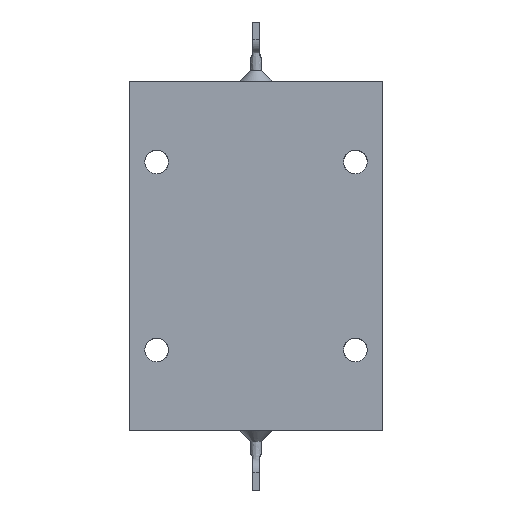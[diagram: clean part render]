
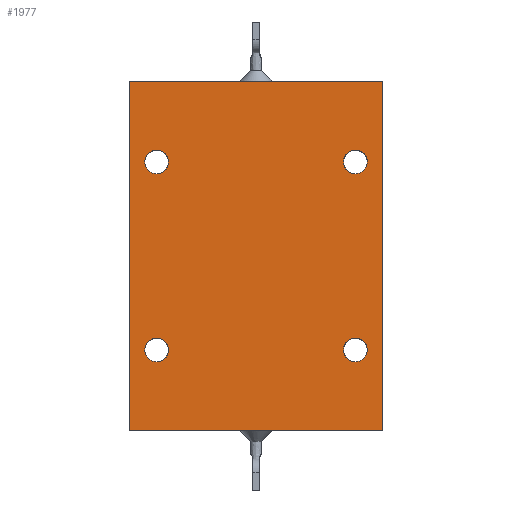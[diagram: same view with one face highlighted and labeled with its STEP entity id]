
A CAD part, front view. The second image highlights one B-rep face of the part: STEP entity #1977.
In plain terms, the highlighted planar face has unit normal (0, 1, 0).
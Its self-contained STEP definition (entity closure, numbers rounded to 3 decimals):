
#17=FACE_BOUND('',#2252,.T.);
#18=FACE_BOUND('',#2253,.T.);
#19=FACE_BOUND('',#2254,.T.);
#20=FACE_BOUND('',#2255,.T.);
#256=B_SPLINE_CURVE_WITH_KNOTS('',1,(#5889,#5890),.UNSPECIFIED.,.F.,.F.,
(2,2),(0.,1.),.UNSPECIFIED.);
#257=B_SPLINE_CURVE_WITH_KNOTS('',1,(#5891,#5892),.UNSPECIFIED.,.F.,.F.,
(2,2),(0.,1.),.UNSPECIFIED.);
#258=B_SPLINE_CURVE_WITH_KNOTS('',1,(#5893,#5894),.UNSPECIFIED.,.F.,.F.,
(2,2),(-1.,0.),.UNSPECIFIED.);
#259=B_SPLINE_CURVE_WITH_KNOTS('',1,(#5895,#5896),.UNSPECIFIED.,.F.,.F.,
(2,2),(-1.,0.),.UNSPECIFIED.);
#1977=ADVANCED_FACE('',(#2112,#17,#18,#19,#20),#3800,.T.);
#2112=FACE_OUTER_BOUND('',#2251,.T.);
#2251=EDGE_LOOP('',(#2599,#2600,#2601,#2602));
#2252=EDGE_LOOP('',(#2603));
#2253=EDGE_LOOP('',(#2604));
#2254=EDGE_LOOP('',(#2605));
#2255=EDGE_LOOP('',(#2606));
#2599=ORIENTED_EDGE('',*,*,#3040,.T.);
#2600=ORIENTED_EDGE('',*,*,#3041,.T.);
#2601=ORIENTED_EDGE('',*,*,#3042,.T.);
#2602=ORIENTED_EDGE('',*,*,#3043,.T.);
#2603=ORIENTED_EDGE('',*,*,#3036,.T.);
#2604=ORIENTED_EDGE('',*,*,#3037,.T.);
#2605=ORIENTED_EDGE('',*,*,#3038,.T.);
#2606=ORIENTED_EDGE('',*,*,#3039,.T.);
#3036=EDGE_CURVE('',#3600,#3600,#3245,.T.);
#3037=EDGE_CURVE('',#3601,#3601,#3246,.T.);
#3038=EDGE_CURVE('',#3602,#3602,#3247,.T.);
#3039=EDGE_CURVE('',#3603,#3603,#3248,.T.);
#3040=EDGE_CURVE('',#3596,#3597,#256,.T.);
#3041=EDGE_CURVE('',#3597,#3598,#257,.T.);
#3042=EDGE_CURVE('',#3598,#3599,#258,.T.);
#3043=EDGE_CURVE('',#3599,#3596,#259,.T.);
#3245=(
BOUNDED_CURVE()
B_SPLINE_CURVE(2,(#5853,#5854,#5855,#5856,#5857,#5858,#5859,#5860,#5861),
 .UNSPECIFIED.,.T.,.F.)
B_SPLINE_CURVE_WITH_KNOTS((3,2,2,2,3),(0.,1.571,3.142,
4.712,6.283),.UNSPECIFIED.)
CURVE()
GEOMETRIC_REPRESENTATION_ITEM()
RATIONAL_B_SPLINE_CURVE((1.,0.707,1.,0.707,1.,0.707,
1.,0.707,1.))
REPRESENTATION_ITEM('')
);
#3246=(
BOUNDED_CURVE()
B_SPLINE_CURVE(2,(#5862,#5863,#5864,#5865,#5866,#5867,#5868,#5869,#5870),
 .UNSPECIFIED.,.T.,.F.)
B_SPLINE_CURVE_WITH_KNOTS((3,2,2,2,3),(0.,1.571,3.142,
4.712,6.283),.UNSPECIFIED.)
CURVE()
GEOMETRIC_REPRESENTATION_ITEM()
RATIONAL_B_SPLINE_CURVE((1.,0.707,1.,0.707,1.,0.707,
1.,0.707,1.))
REPRESENTATION_ITEM('')
);
#3247=(
BOUNDED_CURVE()
B_SPLINE_CURVE(2,(#5871,#5872,#5873,#5874,#5875,#5876,#5877,#5878,#5879),
 .UNSPECIFIED.,.T.,.F.)
B_SPLINE_CURVE_WITH_KNOTS((3,2,2,2,3),(0.,1.571,3.142,
4.712,6.283),.UNSPECIFIED.)
CURVE()
GEOMETRIC_REPRESENTATION_ITEM()
RATIONAL_B_SPLINE_CURVE((1.,0.707,1.,0.707,1.,0.707,
1.,0.707,1.))
REPRESENTATION_ITEM('')
);
#3248=(
BOUNDED_CURVE()
B_SPLINE_CURVE(2,(#5880,#5881,#5882,#5883,#5884,#5885,#5886,#5887,#5888),
 .UNSPECIFIED.,.T.,.F.)
B_SPLINE_CURVE_WITH_KNOTS((3,2,2,2,3),(0.,1.571,3.142,
4.712,6.283),.UNSPECIFIED.)
CURVE()
GEOMETRIC_REPRESENTATION_ITEM()
RATIONAL_B_SPLINE_CURVE((1.,0.707,1.,0.707,1.,0.707,
1.,0.707,1.))
REPRESENTATION_ITEM('')
);
#3596=VERTEX_POINT('',#5845);
#3597=VERTEX_POINT('',#5846);
#3598=VERTEX_POINT('',#5847);
#3599=VERTEX_POINT('',#5848);
#3600=VERTEX_POINT('',#5849);
#3601=VERTEX_POINT('',#5850);
#3602=VERTEX_POINT('',#5851);
#3603=VERTEX_POINT('',#5852);
#3800=PLANE('',#3882);
#3882=AXIS2_PLACEMENT_3D('',#5844,#3947,$);
#3947=DIRECTION('',(0.,1.,0.));
#5844=CARTESIAN_POINT('',(-23.5,-11.5,-32.55));
#5845=CARTESIAN_POINT('',(-23.5,-11.5,-32.55));
#5846=CARTESIAN_POINT('',(-23.5,-11.5,32.55));
#5847=CARTESIAN_POINT('',(23.5,-11.5,32.55));
#5848=CARTESIAN_POINT('',(23.5,-11.5,-32.55));
#5849=CARTESIAN_POINT('',(-20.7,-11.5,-17.5));
#5850=CARTESIAN_POINT('',(-20.7,-11.5,17.5));
#5851=CARTESIAN_POINT('',(16.3,-11.5,17.5));
#5852=CARTESIAN_POINT('',(16.3,-11.5,-17.5));
#5853=CARTESIAN_POINT('',(-20.7,-11.5,-17.5));
#5854=CARTESIAN_POINT('',(-20.7,-11.5,-19.7));
#5855=CARTESIAN_POINT('',(-18.5,-11.5,-19.7));
#5856=CARTESIAN_POINT('',(-16.3,-11.5,-19.7));
#5857=CARTESIAN_POINT('',(-16.3,-11.5,-17.5));
#5858=CARTESIAN_POINT('',(-16.3,-11.5,-15.3));
#5859=CARTESIAN_POINT('',(-18.5,-11.5,-15.3));
#5860=CARTESIAN_POINT('',(-20.7,-11.5,-15.3));
#5861=CARTESIAN_POINT('',(-20.7,-11.5,-17.5));
#5862=CARTESIAN_POINT('',(-20.7,-11.5,17.5));
#5863=CARTESIAN_POINT('',(-20.7,-11.5,15.3));
#5864=CARTESIAN_POINT('',(-18.5,-11.5,15.3));
#5865=CARTESIAN_POINT('',(-16.3,-11.5,15.3));
#5866=CARTESIAN_POINT('',(-16.3,-11.5,17.5));
#5867=CARTESIAN_POINT('',(-16.3,-11.5,19.7));
#5868=CARTESIAN_POINT('',(-18.5,-11.5,19.7));
#5869=CARTESIAN_POINT('',(-20.7,-11.5,19.7));
#5870=CARTESIAN_POINT('',(-20.7,-11.5,17.5));
#5871=CARTESIAN_POINT('',(16.3,-11.5,17.5));
#5872=CARTESIAN_POINT('',(16.3,-11.5,15.3));
#5873=CARTESIAN_POINT('',(18.5,-11.5,15.3));
#5874=CARTESIAN_POINT('',(20.7,-11.5,15.3));
#5875=CARTESIAN_POINT('',(20.7,-11.5,17.5));
#5876=CARTESIAN_POINT('',(20.7,-11.5,19.7));
#5877=CARTESIAN_POINT('',(18.5,-11.5,19.7));
#5878=CARTESIAN_POINT('',(16.3,-11.5,19.7));
#5879=CARTESIAN_POINT('',(16.3,-11.5,17.5));
#5880=CARTESIAN_POINT('',(16.3,-11.5,-17.5));
#5881=CARTESIAN_POINT('',(16.3,-11.5,-19.7));
#5882=CARTESIAN_POINT('',(18.5,-11.5,-19.7));
#5883=CARTESIAN_POINT('',(20.7,-11.5,-19.7));
#5884=CARTESIAN_POINT('',(20.7,-11.5,-17.5));
#5885=CARTESIAN_POINT('',(20.7,-11.5,-15.3));
#5886=CARTESIAN_POINT('',(18.5,-11.5,-15.3));
#5887=CARTESIAN_POINT('',(16.3,-11.5,-15.3));
#5888=CARTESIAN_POINT('',(16.3,-11.5,-17.5));
#5889=CARTESIAN_POINT('',(-23.5,-11.5,-32.55));
#5890=CARTESIAN_POINT('',(-23.5,-11.5,32.55));
#5891=CARTESIAN_POINT('',(-23.5,-11.5,32.55));
#5892=CARTESIAN_POINT('',(23.5,-11.5,32.55));
#5893=CARTESIAN_POINT('',(23.5,-11.5,32.55));
#5894=CARTESIAN_POINT('',(23.5,-11.5,-32.55));
#5895=CARTESIAN_POINT('',(23.5,-11.5,-32.55));
#5896=CARTESIAN_POINT('',(-23.5,-11.5,-32.55));
